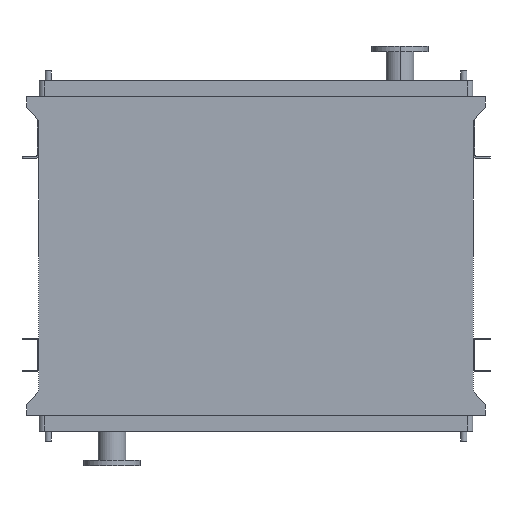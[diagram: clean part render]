
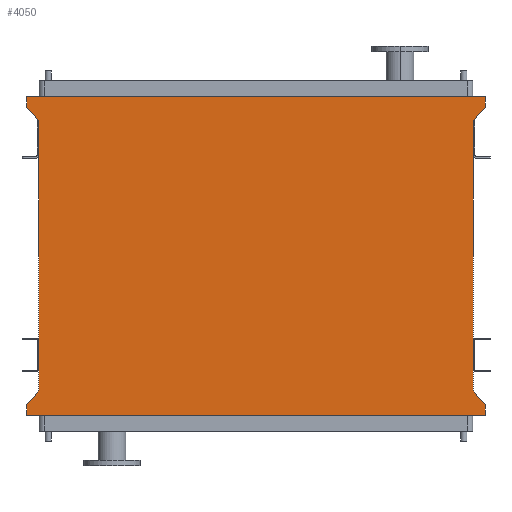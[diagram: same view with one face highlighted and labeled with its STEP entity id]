
A CAD part, front view. The second image highlights one B-rep face of the part: STEP entity #4050.
In plain terms, the highlighted planar face has unit normal (0, -1, 0).
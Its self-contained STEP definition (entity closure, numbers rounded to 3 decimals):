
#86 = CARTESIAN_POINT ( 'NONE',  ( 891., 0., 95. ) ) ;
#126 = VECTOR ( 'NONE', #4566, 1000. ) ;
#168 = CARTESIAN_POINT ( 'NONE',  ( -845., 0., 0. ) ) ;
#169 = LINE ( 'NONE', #11149, #5136 ) ;
#190 = VERTEX_POINT ( 'NONE', #9367 ) ;
#292 = FACE_OUTER_BOUND ( 'NONE', #8008, .T. ) ;
#504 = CARTESIAN_POINT ( 'NONE',  ( -845., 0., -1050. ) ) ;
#672 = LINE ( 'NONE', #12346, #8303 ) ;
#959 = DIRECTION ( 'NONE',  ( 0., 0., 1. ) ) ;
#1527 = VERTEX_POINT ( 'NONE', #10691 ) ;
#1748 = CARTESIAN_POINT ( 'NONE',  ( 891., 0., 53. ) ) ;
#1794 = DIRECTION ( 'NONE',  ( 1., 0., 0. ) ) ;
#1815 = DIRECTION ( 'NONE',  ( 0., 0., 1. ) ) ;
#2155 = VERTEX_POINT ( 'NONE', #7318 ) ;
#2337 = ORIENTED_EDGE ( 'NONE', *, *, #6751, .F. ) ;
#2439 = LINE ( 'NONE', #168, #9713 ) ;
#2542 = DIRECTION ( 'NONE',  ( 0.655, 0., -0.755 ) ) ;
#2805 = LINE ( 'NONE', #3940, #14043 ) ;
#3207 = EDGE_CURVE ( 'NONE', #8628, #1527, #9641, .T. ) ;
#3269 = ORIENTED_EDGE ( 'NONE', *, *, #3207, .F. ) ;
#3366 = LINE ( 'NONE', #8645, #5150 ) ;
#3439 = DIRECTION ( 'NONE',  ( 0.655, 0., 0.755 ) ) ;
#3679 = EDGE_CURVE ( 'NONE', #1527, #11192, #11554, .T. ) ;
#3878 = CARTESIAN_POINT ( 'NONE',  ( 845., 0., -1050. ) ) ;
#3940 = CARTESIAN_POINT ( 'NONE',  ( 891., 0., 95. ) ) ;
#4028 = CARTESIAN_POINT ( 'NONE',  ( 891., 0., -1145. ) ) ;
#4050 = ADVANCED_FACE ( 'NONE', ( #292 ), #11204, .T. ) ;
#4531 = LINE ( 'NONE', #5662, #13176 ) ;
#4566 = DIRECTION ( 'NONE',  ( -1., 0., 0. ) ) ;
#4620 = DIRECTION ( 'NONE',  ( 0., 0., -1. ) ) ;
#4647 = ORIENTED_EDGE ( 'NONE', *, *, #4805, .F. ) ;
#4805 = EDGE_CURVE ( 'NONE', #8486, #9378, #9209, .T. ) ;
#5048 = VECTOR ( 'NONE', #10507, 1000. ) ;
#5091 = EDGE_CURVE ( 'NONE', #2155, #8628, #2439, .T. ) ;
#5136 = VECTOR ( 'NONE', #3439, 1000. ) ;
#5150 = VECTOR ( 'NONE', #11796, 1000. ) ;
#5582 = ORIENTED_EDGE ( 'NONE', *, *, #3679, .F. ) ;
#5635 = CARTESIAN_POINT ( 'NONE',  ( -891., 0., -1145. ) ) ;
#5662 = CARTESIAN_POINT ( 'NONE',  ( 891., 0., -1103. ) ) ;
#5764 = LINE ( 'NONE', #5635, #126 ) ;
#5831 = DIRECTION ( 'NONE',  ( 0., -1., 0. ) ) ;
#5857 = VERTEX_POINT ( 'NONE', #7596 ) ;
#5896 = CARTESIAN_POINT ( 'NONE',  ( -845., 0., -1050. ) ) ;
#5969 = VERTEX_POINT ( 'NONE', #504 ) ;
#6080 = VERTEX_POINT ( 'NONE', #11772 ) ;
#6206 = DIRECTION ( 'NONE',  ( 0., 0., -1. ) ) ;
#6751 = EDGE_CURVE ( 'NONE', #6080, #5857, #5764, .T. ) ;
#6790 = EDGE_CURVE ( 'NONE', #5969, #2155, #672, .T. ) ;
#7040 = CARTESIAN_POINT ( 'NONE',  ( 845., 0., -1050. ) ) ;
#7200 = LINE ( 'NONE', #4028, #9875 ) ;
#7278 = VECTOR ( 'NONE', #959, 1000. ) ;
#7318 = CARTESIAN_POINT ( 'NONE',  ( -845., 0., 0. ) ) ;
#7392 = VECTOR ( 'NONE', #13421, 1000. ) ;
#7488 = ORIENTED_EDGE ( 'NONE', *, *, #11124, .F. ) ;
#7541 = CARTESIAN_POINT ( 'NONE',  ( 845., 0., 0. ) ) ;
#7578 = ORIENTED_EDGE ( 'NONE', *, *, #13287, .F. ) ;
#7596 = CARTESIAN_POINT ( 'NONE',  ( -891., 0., -1145. ) ) ;
#8008 = EDGE_LOOP ( 'NONE', ( #11699, #4647, #11116, #5582, #3269, #10270, #13982, #11127, #7488, #2337, #7578, #12073 ) ) ;
#8194 = LINE ( 'NONE', #7040, #5048 ) ;
#8303 = VECTOR ( 'NONE', #1815, 1000. ) ;
#8346 = EDGE_CURVE ( 'NONE', #10413, #10042, #4531, .T. ) ;
#8486 = VERTEX_POINT ( 'NONE', #11531 ) ;
#8628 = VERTEX_POINT ( 'NONE', #9467 ) ;
#8645 = CARTESIAN_POINT ( 'NONE',  ( -891., 0., -1103. ) ) ;
#9209 = LINE ( 'NONE', #1748, #7392 ) ;
#9367 = CARTESIAN_POINT ( 'NONE',  ( -891., 0., -1103. ) ) ;
#9378 = VERTEX_POINT ( 'NONE', #7541 ) ;
#9467 = CARTESIAN_POINT ( 'NONE',  ( -891., 0., 53. ) ) ;
#9574 = EDGE_CURVE ( 'NONE', #190, #5969, #169, .T. ) ;
#9600 = DIRECTION ( 'NONE',  ( 0., 0., -1. ) ) ;
#9641 = LINE ( 'NONE', #10566, #7278 ) ;
#9713 = VECTOR ( 'NONE', #9855, 1000. ) ;
#9789 = VECTOR ( 'NONE', #1794, 1000. ) ;
#9855 = DIRECTION ( 'NONE',  ( -0.655, 0., 0.755 ) ) ;
#9875 = VECTOR ( 'NONE', #9600, 1000. ) ;
#10042 = VERTEX_POINT ( 'NONE', #12745 ) ;
#10270 = ORIENTED_EDGE ( 'NONE', *, *, #5091, .F. ) ;
#10413 = VERTEX_POINT ( 'NONE', #3878 ) ;
#10507 = DIRECTION ( 'NONE',  ( 0., 0., 1. ) ) ;
#10566 = CARTESIAN_POINT ( 'NONE',  ( -891., 0., 53. ) ) ;
#10691 = CARTESIAN_POINT ( 'NONE',  ( -891., 0., 95. ) ) ;
#11116 = ORIENTED_EDGE ( 'NONE', *, *, #12101, .F. ) ;
#11124 = EDGE_CURVE ( 'NONE', #5857, #190, #3366, .T. ) ;
#11127 = ORIENTED_EDGE ( 'NONE', *, *, #9574, .F. ) ;
#11149 = CARTESIAN_POINT ( 'NONE',  ( -845., 0., -1050. ) ) ;
#11192 = VERTEX_POINT ( 'NONE', #86 ) ;
#11204 = PLANE ( 'NONE',  #13321 ) ;
#11475 = CARTESIAN_POINT ( 'NONE',  ( -891., 0., 95. ) ) ;
#11531 = CARTESIAN_POINT ( 'NONE',  ( 891., 0., 53. ) ) ;
#11554 = LINE ( 'NONE', #11475, #9789 ) ;
#11699 = ORIENTED_EDGE ( 'NONE', *, *, #14112, .T. ) ;
#11772 = CARTESIAN_POINT ( 'NONE',  ( 891., 0., -1145. ) ) ;
#11796 = DIRECTION ( 'NONE',  ( 0., 0., 1. ) ) ;
#12073 = ORIENTED_EDGE ( 'NONE', *, *, #8346, .F. ) ;
#12101 = EDGE_CURVE ( 'NONE', #11192, #8486, #2805, .T. ) ;
#12346 = CARTESIAN_POINT ( 'NONE',  ( -845., 0., -1050. ) ) ;
#12745 = CARTESIAN_POINT ( 'NONE',  ( 891., 0., -1103. ) ) ;
#13176 = VECTOR ( 'NONE', #2542, 1000. ) ;
#13287 = EDGE_CURVE ( 'NONE', #10042, #6080, #7200, .T. ) ;
#13321 = AXIS2_PLACEMENT_3D ( 'NONE', #5896, #5831, #4620 ) ;
#13421 = DIRECTION ( 'NONE',  ( -0.655, 0., -0.755 ) ) ;
#13982 = ORIENTED_EDGE ( 'NONE', *, *, #6790, .F. ) ;
#14043 = VECTOR ( 'NONE', #6206, 1000. ) ;
#14112 = EDGE_CURVE ( 'NONE', #10413, #9378, #8194, .T. ) ;
